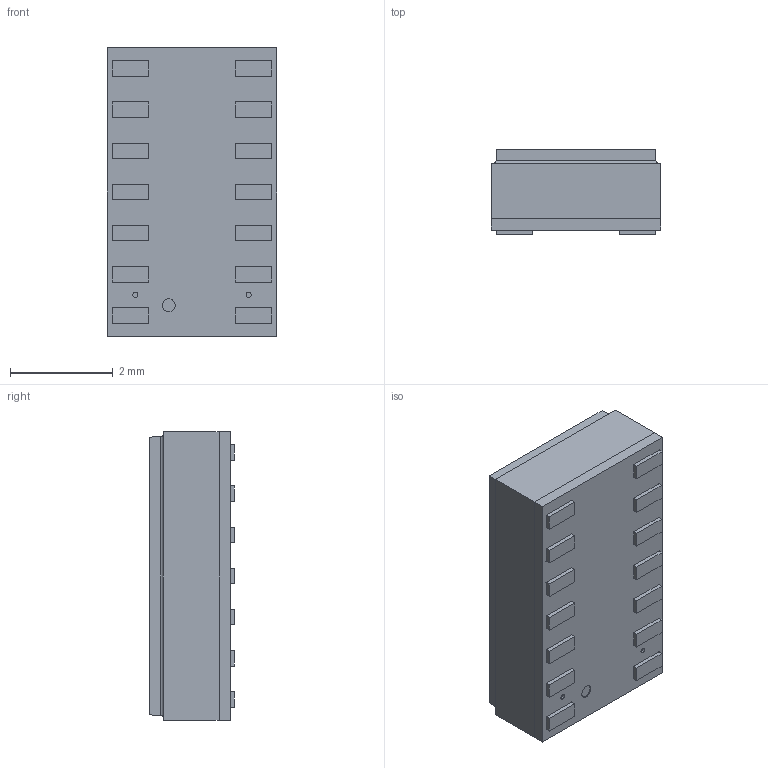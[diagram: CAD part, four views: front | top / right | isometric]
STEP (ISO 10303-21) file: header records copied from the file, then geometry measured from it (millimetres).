
FILE_DESCRIPTION (( 'STEP AP214' ), '1' );
FILE_NAME ('MAX30102EFD+.STEP', '2021-11-02T20:55:56', ( '' ), ( '' ), 'SwSTEP 2.0', 'SolidWorks 2017', '' );
FILE_SCHEMA (( 'AUTOMOTIVE_DESIGN' ));
Length unit declared in the file: millimetre
Products named in the file (1): MAX30102EFD+
Bounding box: 3.3 x 1.65 x 5.6 mm (x, y, z)
Volume: 28.8 mm3; surface area: 162.4 mm2
Topology: 20 solids, 20 shells, 247 faces, 596 edges, 396 vertices
Faces by surface type: plane 203, cylinder 44
Entity records: 7391 total; most frequent: CARTESIAN_POINT 1264, ORIENTED_EDGE 1192, DIRECTION 1164, EDGE_CURVE 596, VECTOR 508, LINE 508, VERTEX_POINT 396, AXIS2_PLACEMENT_3D 328
